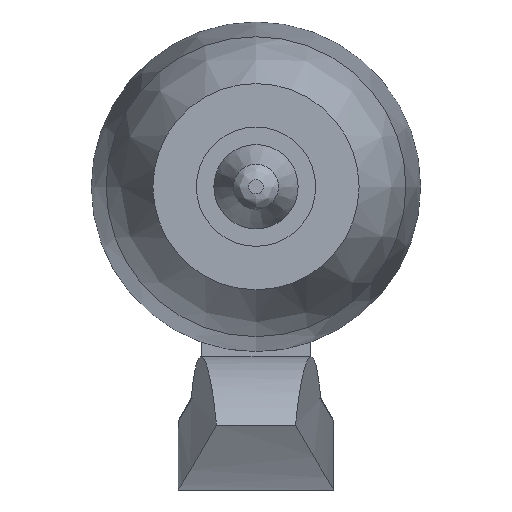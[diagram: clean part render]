
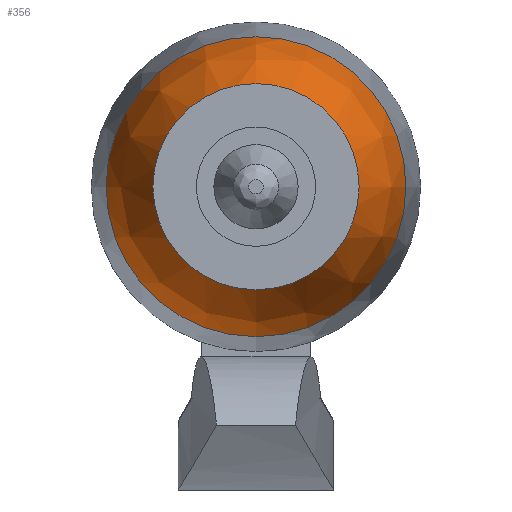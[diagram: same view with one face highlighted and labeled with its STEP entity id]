
A CAD part, front view. The second image highlights one B-rep face of the part: STEP entity #356.
In plain terms, the highlighted free-form (B-spline) face has degree [2, 2] with [3, 9] control points.
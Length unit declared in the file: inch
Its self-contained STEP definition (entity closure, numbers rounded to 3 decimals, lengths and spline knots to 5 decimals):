
#18=(
BOUNDED_CURVE()
B_SPLINE_CURVE(2,(#791,#792,#793),.UNSPECIFIED.,.F.,.F.)
B_SPLINE_CURVE_WITH_KNOTS((3,3),(0.06572,0.57004),
 .UNSPECIFIED.)
CURVE()
GEOMETRIC_REPRESENTATION_ITEM()
RATIONAL_B_SPLINE_CURVE((1.,0.968,1.))
REPRESENTATION_ITEM('')
);
#22=(
BOUNDED_SURFACE()
B_SPLINE_SURFACE(2,2,((#763,#764,#765,#766,#767,#768,#769,#770,#771),(#772,
#773,#774,#775,#776,#777,#778,#779,#780),(#781,#782,#783,#784,#785,#786,
#787,#788,#789)),.UNSPECIFIED.,.F.,.T.,.F.)
B_SPLINE_SURFACE_WITH_KNOTS((3,3),(3,2,2,2,3),(0.06572,0.57004),
(-3.14159,-1.5708,0.,1.5708,3.14159),
 .UNSPECIFIED.)
GEOMETRIC_REPRESENTATION_ITEM()
RATIONAL_B_SPLINE_SURFACE(((1.,0.707,1.,0.707,1.,
0.707,1.,0.707,1.),(0.968,0.685,
0.968,0.685,0.968,0.685,
0.968,0.685,0.968),(1.,0.707,
1.,0.707,1.,0.707,1.,0.707,1.)))
REPRESENTATION_ITEM('')
SURFACE()
);
#85=FACE_OUTER_BOUND('',#111,.T.);
#111=EDGE_LOOP('',(#304,#305,#306,#307,#308,#309));
#121=CIRCLE('',#388,0.23125);
#122=CIRCLE('',#389,0.23125);
#135=CIRCLE('',#414,0.159);
#136=CIRCLE('',#415,0.159);
#152=VERTEX_POINT('',#612);
#153=VERTEX_POINT('',#616);
#172=VERTEX_POINT('',#790);
#173=VERTEX_POINT('',#794);
#192=EDGE_CURVE('',#153,#152,#121,.T.);
#193=EDGE_CURVE('',#152,#153,#122,.T.);
#218=EDGE_CURVE('',#153,#172,#18,.T.);
#219=EDGE_CURVE('',#173,#172,#135,.T.);
#220=EDGE_CURVE('',#172,#173,#136,.T.);
#304=ORIENTED_EDGE('',*,*,#192,.T.);
#305=ORIENTED_EDGE('',*,*,#193,.T.);
#306=ORIENTED_EDGE('',*,*,#218,.T.);
#307=ORIENTED_EDGE('',*,*,#219,.F.);
#308=ORIENTED_EDGE('',*,*,#220,.F.);
#309=ORIENTED_EDGE('',*,*,#218,.F.);
#356=ADVANCED_FACE('',(#85),#22,.F.);
#388=AXIS2_PLACEMENT_3D('',#617,#442,#443);
#389=AXIS2_PLACEMENT_3D('',#618,#444,#445);
#414=AXIS2_PLACEMENT_3D('',#795,#498,#499);
#415=AXIS2_PLACEMENT_3D('',#796,#500,#501);
#442=DIRECTION('center_axis',(0.,-1.,0.));
#443=DIRECTION('ref_axis',(-1.,0.,0.));
#444=DIRECTION('center_axis',(0.,-1.,0.));
#445=DIRECTION('ref_axis',(-1.,0.,0.));
#498=DIRECTION('center_axis',(0.,-1.,0.));
#499=DIRECTION('ref_axis',(0.,0.,-1.));
#500=DIRECTION('center_axis',(0.,-1.,0.));
#501=DIRECTION('ref_axis',(0.,0.,-1.));
#612=CARTESIAN_POINT('',(0.,0.21958,-0.23125));
#616=CARTESIAN_POINT('',(0.,0.21958,0.23125));
#617=CARTESIAN_POINT('Origin',(0.,0.21958,0.));
#618=CARTESIAN_POINT('Origin',(0.,0.21958,0.));
#763=CARTESIAN_POINT('Ctrl Pts',(0.,0.21958,0.23125));
#764=CARTESIAN_POINT('Ctrl Pts',(-0.23125,0.21958,0.23125));
#765=CARTESIAN_POINT('Ctrl Pts',(-0.23125,0.21958,0.));
#766=CARTESIAN_POINT('Ctrl Pts',(-0.23125,0.21958,-0.23125));
#767=CARTESIAN_POINT('Ctrl Pts',(0.,0.21958,-0.23125));
#768=CARTESIAN_POINT('Ctrl Pts',(0.23125,0.21958,-0.23125));
#769=CARTESIAN_POINT('Ctrl Pts',(0.23125,0.21958,0.));
#770=CARTESIAN_POINT('Ctrl Pts',(0.23125,0.21958,0.23125));
#771=CARTESIAN_POINT('Ctrl Pts',(0.,0.21958,0.23125));
#772=CARTESIAN_POINT('Ctrl Pts',(0.,0.10048,0.22341));
#773=CARTESIAN_POINT('Ctrl Pts',(-0.22341,0.10048,0.22341));
#774=CARTESIAN_POINT('Ctrl Pts',(-0.22341,0.10048,0.));
#775=CARTESIAN_POINT('Ctrl Pts',(-0.22341,0.10048,-0.22341));
#776=CARTESIAN_POINT('Ctrl Pts',(0.,0.10048,-0.22341));
#777=CARTESIAN_POINT('Ctrl Pts',(0.22341,0.10048,-0.22341));
#778=CARTESIAN_POINT('Ctrl Pts',(0.22341,0.10048,0.));
#779=CARTESIAN_POINT('Ctrl Pts',(0.22341,0.10048,0.22341));
#780=CARTESIAN_POINT('Ctrl Pts',(0.,0.10048,0.22341));
#781=CARTESIAN_POINT('Ctrl Pts',(0.,0.,0.159));
#782=CARTESIAN_POINT('Ctrl Pts',(-0.159,0.,0.159));
#783=CARTESIAN_POINT('Ctrl Pts',(-0.159,0.,0.));
#784=CARTESIAN_POINT('Ctrl Pts',(-0.159,0.,-0.159));
#785=CARTESIAN_POINT('Ctrl Pts',(0.,0.,-0.159));
#786=CARTESIAN_POINT('Ctrl Pts',(0.159,0.,-0.159));
#787=CARTESIAN_POINT('Ctrl Pts',(0.159,0.,0.));
#788=CARTESIAN_POINT('Ctrl Pts',(0.159,0.,0.159));
#789=CARTESIAN_POINT('Ctrl Pts',(0.,0.,0.159));
#790=CARTESIAN_POINT('',(0.,0.,0.159));
#791=CARTESIAN_POINT('Ctrl Pts',(0.,0.21958,0.23125));
#792=CARTESIAN_POINT('Ctrl Pts',(0.,0.10048,0.22341));
#793=CARTESIAN_POINT('Ctrl Pts',(0.,0.,0.159));
#794=CARTESIAN_POINT('',(0.,0.,-0.159));
#795=CARTESIAN_POINT('Origin',(0.,0.,0.));
#796=CARTESIAN_POINT('Origin',(0.,0.,0.));
